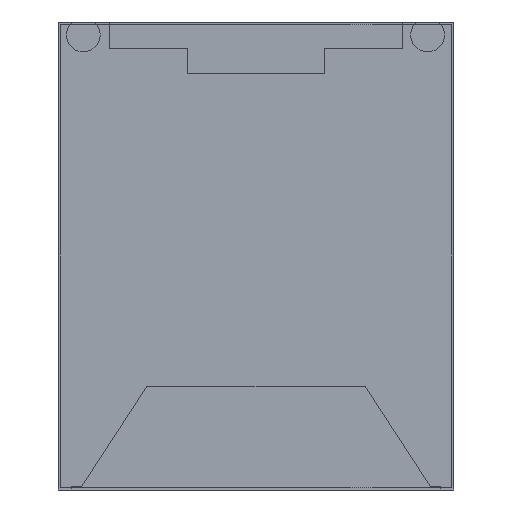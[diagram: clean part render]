
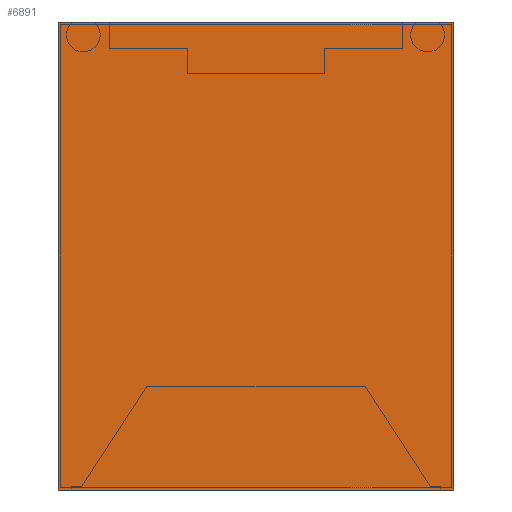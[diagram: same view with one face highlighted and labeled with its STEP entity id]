
A CAD part, front view. The second image highlights one B-rep face of the part: STEP entity #6891.
In plain terms, the highlighted planar face has unit normal (0, -1, 0).
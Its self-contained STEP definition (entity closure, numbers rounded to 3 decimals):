
#453=FACE_OUTER_BOUND('',#893,.T.);
#893=EDGE_LOOP('',(#6133,#6134,#6135,#6136));
#1814=LINE('',#10878,#2740);
#1817=LINE('',#10883,#2743);
#1819=LINE('',#10887,#2745);
#1820=LINE('',#10889,#2746);
#2740=VECTOR('',#8957,90.);
#2743=VECTOR('',#8962,76.);
#2745=VECTOR('',#8966,90.);
#2746=VECTOR('',#8969,76.);
#3359=VERTEX_POINT('',#10875);
#3360=VERTEX_POINT('',#10877);
#3361=VERTEX_POINT('',#10881);
#3362=VERTEX_POINT('',#10885);
#4282=EDGE_CURVE('',#3360,#3359,#1814,.T.);
#4285=EDGE_CURVE('',#3359,#3361,#1817,.T.);
#4287=EDGE_CURVE('',#3361,#3362,#1819,.T.);
#4288=EDGE_CURVE('',#3360,#3362,#1820,.T.);
#6133=ORIENTED_EDGE('',*,*,#4288,.F.);
#6134=ORIENTED_EDGE('',*,*,#4282,.T.);
#6135=ORIENTED_EDGE('',*,*,#4285,.T.);
#6136=ORIENTED_EDGE('',*,*,#4287,.T.);
#6515=PLANE('',#7290);
#6891=ADVANCED_FACE('',(#453),#6515,.F.);
#7290=AXIS2_PLACEMENT_3D('',#10888,#8967,#8968);
#8957=DIRECTION('',(0.,0.,1.));
#8962=DIRECTION('',(-1.,0.,0.));
#8966=DIRECTION('',(0.,0.,-1.));
#8967=DIRECTION('center_axis',(0.,1.,0.));
#8968=DIRECTION('ref_axis',(0.,0.,1.));
#8969=DIRECTION('',(-1.,0.,0.));
#10875=CARTESIAN_POINT('',(38.005,-1127.25,0.));
#10877=CARTESIAN_POINT('',(38.005,-1127.25,-90.));
#10878=CARTESIAN_POINT('',(38.005,-1127.25,-90.));
#10881=CARTESIAN_POINT('',(-37.995,-1127.25,0.));
#10883=CARTESIAN_POINT('',(38.005,-1127.25,0.));
#10885=CARTESIAN_POINT('',(-37.995,-1127.25,-90.));
#10887=CARTESIAN_POINT('',(-37.995,-1127.25,0.));
#10888=CARTESIAN_POINT('Origin',(0.005,-1127.25,-45.));
#10889=CARTESIAN_POINT('',(38.005,-1127.25,-90.));
